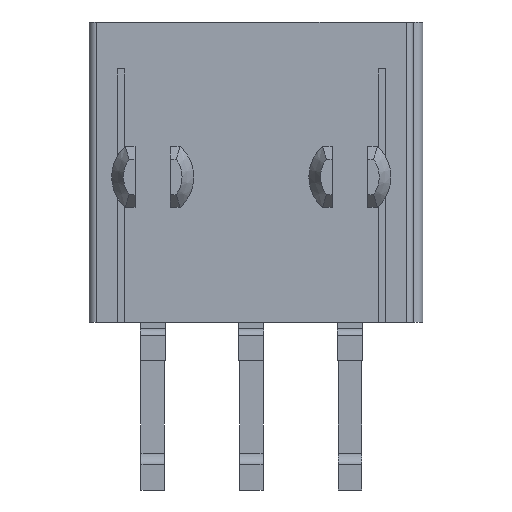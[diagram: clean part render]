
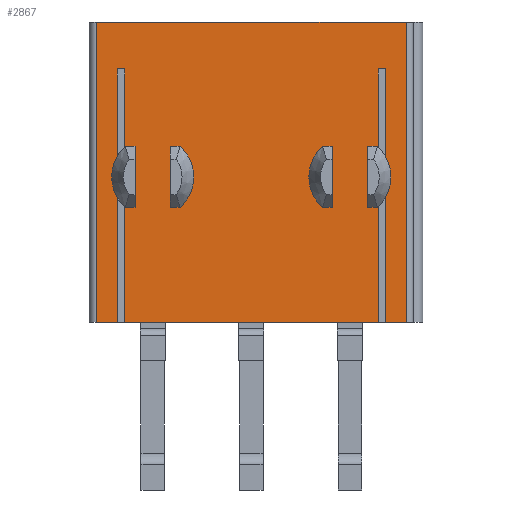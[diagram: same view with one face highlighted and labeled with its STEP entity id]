
A CAD part, front view. The second image highlights one B-rep face of the part: STEP entity #2867.
In plain terms, the highlighted planar face has unit normal (0, -1, 0).
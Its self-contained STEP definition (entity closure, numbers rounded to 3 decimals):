
#22=DIRECTION('',(-1.,0.,0.));
#23=VECTOR('',#22,13.2);
#24=CARTESIAN_POINT('',(6.6,0.4,0.));
#25=LINE('',#24,#23);
#209=DIRECTION('',(0.,0.,1.));
#210=VECTOR('',#209,12.8);
#211=CARTESIAN_POINT('',(-6.6,0.4,-12.8));
#212=LINE('',#211,#210);
#218=DIRECTION('',(0.,0.,-1.));
#219=VECTOR('',#218,2.598);
#220=CARTESIAN_POINT('',(3.45,0.4,-5.301));
#221=LINE('',#220,#219);
#222=DIRECTION('',(0.,0.,1.));
#223=VECTOR('',#222,2.598);
#224=CARTESIAN_POINT('',(-3.45,0.4,-7.899));
#225=LINE('',#224,#223);
#226=DIRECTION('',(-1.,0.,0.));
#227=VECTOR('',#226,0.3);
#228=CARTESIAN_POINT('',(5.7,0.4,-2.));
#229=LINE('',#228,#227);
#230=DIRECTION('',(0.,0.,1.));
#231=VECTOR('',#230,3.7);
#232=CARTESIAN_POINT('',(5.4,0.4,-5.7));
#233=LINE('',#232,#231);
#234=DIRECTION('',(0.,0.,1.));
#235=VECTOR('',#234,2.598);
#236=CARTESIAN_POINT('',(4.95,0.4,-7.899));
#237=LINE('',#236,#235);
#238=DIRECTION('',(0.,0.,1.));
#239=VECTOR('',#238,5.3);
#240=CARTESIAN_POINT('',(5.4,0.4,-12.8));
#241=LINE('',#240,#239);
#242=DIRECTION('',(0.,0.,1.));
#243=VECTOR('',#242,5.3);
#244=CARTESIAN_POINT('',(-5.4,0.4,-12.8));
#245=LINE('',#244,#243);
#246=DIRECTION('',(0.,0.,-1.));
#247=VECTOR('',#246,2.598);
#248=CARTESIAN_POINT('',(-4.95,0.4,-5.301));
#249=LINE('',#248,#247);
#250=DIRECTION('',(0.,0.,1.));
#251=VECTOR('',#250,3.7);
#252=CARTESIAN_POINT('',(-5.4,0.4,-5.7));
#253=LINE('',#252,#251);
#254=DIRECTION('',(-1.,0.,0.));
#255=VECTOR('',#254,0.3);
#256=CARTESIAN_POINT('',(-5.4,0.4,-2.));
#257=LINE('',#256,#255);
#258=DIRECTION('',(0.,0.,1.));
#259=VECTOR('',#258,10.8);
#260=CARTESIAN_POINT('',(-5.7,0.4,-12.8));
#261=LINE('',#260,#259);
#262=DIRECTION('',(0.,0.,1.));
#263=VECTOR('',#262,10.8);
#264=CARTESIAN_POINT('',(5.7,0.4,-12.8));
#265=LINE('',#264,#263);
#271=CARTESIAN_POINT('',(4.2,0.4,-6.6));
#272=DIRECTION('',(0.,1.,0.));
#273=DIRECTION('',(-0.5,0.,-0.866));
#274=AXIS2_PLACEMENT_3D('',#271,#272,#273);
#276=CARTESIAN_POINT('',(4.2,0.4,-6.6));
#277=DIRECTION('',(0.,1.,0.));
#278=DIRECTION('',(0.8,0.,-0.6));
#279=AXIS2_PLACEMENT_3D('',#276,#277,#278);
#286=CARTESIAN_POINT('',(4.2,0.4,-6.6));
#287=DIRECTION('',(0.,1.,0.));
#288=DIRECTION('',(0.5,0.,0.866));
#289=AXIS2_PLACEMENT_3D('',#286,#287,#288);
#591=CARTESIAN_POINT('',(-4.2,0.4,-6.6));
#592=DIRECTION('',(0.,1.,0.));
#593=DIRECTION('',(0.5,0.,0.866));
#594=AXIS2_PLACEMENT_3D('',#591,#592,#593);
#601=CARTESIAN_POINT('',(-4.2,0.4,-6.6));
#602=DIRECTION('',(0.,1.,0.));
#603=DIRECTION('',(-0.8,0.,0.6));
#604=AXIS2_PLACEMENT_3D('',#601,#602,#603);
#611=CARTESIAN_POINT('',(-4.2,0.4,-6.6));
#612=DIRECTION('',(0.,1.,0.));
#613=DIRECTION('',(-0.5,0.,-0.866));
#614=AXIS2_PLACEMENT_3D('',#611,#612,#613);
#644=DIRECTION('',(-1.,0.,0.));
#645=VECTOR('',#644,0.9);
#646=CARTESIAN_POINT('',(-5.7,0.4,-12.8));
#647=LINE('',#646,#645);
#652=DIRECTION('',(-1.,0.,0.));
#653=VECTOR('',#652,10.8);
#654=CARTESIAN_POINT('',(5.4,0.4,-12.8));
#655=LINE('',#654,#653);
#660=DIRECTION('',(-1.,0.,0.));
#661=VECTOR('',#660,0.9);
#662=CARTESIAN_POINT('',(6.6,0.4,-12.8));
#663=LINE('',#662,#661);
#877=DIRECTION('',(0.,0.,1.));
#878=VECTOR('',#877,12.8);
#879=CARTESIAN_POINT('',(6.6,0.4,-12.8));
#880=LINE('',#879,#878);
#2153=CARTESIAN_POINT('',(6.6,0.4,-12.8));
#2154=CARTESIAN_POINT('',(6.6,0.4,0.));
#2155=VERTEX_POINT('',#2153);
#2156=VERTEX_POINT('',#2154);
#2181=CARTESIAN_POINT('',(-6.6,0.4,0.));
#2182=VERTEX_POINT('',#2181);
#2183=CARTESIAN_POINT('',(-6.6,0.4,-12.8));
#2184=VERTEX_POINT('',#2183);
#2185=CARTESIAN_POINT('',(3.45,0.4,-5.301));
#2186=CARTESIAN_POINT('',(3.45,0.4,-7.899));
#2187=VERTEX_POINT('',#2185);
#2188=VERTEX_POINT('',#2186);
#2189=CARTESIAN_POINT('',(4.95,0.4,-7.899));
#2190=CARTESIAN_POINT('',(4.95,0.4,-5.301));
#2191=VERTEX_POINT('',#2189);
#2192=VERTEX_POINT('',#2190);
#2237=CARTESIAN_POINT('',(-4.95,0.4,-5.301));
#2238=CARTESIAN_POINT('',(-4.95,0.4,-7.899));
#2239=VERTEX_POINT('',#2237);
#2240=VERTEX_POINT('',#2238);
#2241=CARTESIAN_POINT('',(-3.45,0.4,-7.899));
#2242=CARTESIAN_POINT('',(-3.45,0.4,-5.301));
#2243=VERTEX_POINT('',#2241);
#2244=VERTEX_POINT('',#2242);
#2305=CARTESIAN_POINT('',(5.7,0.4,-2.));
#2306=CARTESIAN_POINT('',(5.4,0.4,-2.));
#2307=VERTEX_POINT('',#2305);
#2308=VERTEX_POINT('',#2306);
#2309=CARTESIAN_POINT('',(5.4,0.4,-12.8));
#2310=CARTESIAN_POINT('',(5.4,0.4,-7.5));
#2311=VERTEX_POINT('',#2309);
#2312=VERTEX_POINT('',#2310);
#2313=CARTESIAN_POINT('',(5.7,0.4,-12.8));
#2314=VERTEX_POINT('',#2313);
#2315=CARTESIAN_POINT('',(-5.7,0.4,-12.8));
#2316=CARTESIAN_POINT('',(-5.7,0.4,-2.));
#2317=VERTEX_POINT('',#2315);
#2318=VERTEX_POINT('',#2316);
#2319=CARTESIAN_POINT('',(-5.4,0.4,-12.8));
#2320=CARTESIAN_POINT('',(-5.4,0.4,-7.5));
#2321=VERTEX_POINT('',#2319);
#2322=VERTEX_POINT('',#2320);
#2323=CARTESIAN_POINT('',(-5.4,0.4,-2.));
#2324=VERTEX_POINT('',#2323);
#2325=CARTESIAN_POINT('',(5.4,0.4,-5.7));
#2326=VERTEX_POINT('',#2325);
#2327=CARTESIAN_POINT('',(-5.4,0.4,-5.7));
#2328=VERTEX_POINT('',#2327);
#2810=CARTESIAN_POINT('',(6.9,0.4,0.));
#2811=DIRECTION('',(0.,-1.,0.));
#2812=DIRECTION('',(-1.,0.,0.));
#2813=AXIS2_PLACEMENT_3D('',#2810,#2811,#2812);
#2814=PLANE('',#2813);
#2816=ORIENTED_EDGE('',*,*,#2815,.T.);
#2818=ORIENTED_EDGE('',*,*,#2817,.F.);
#2820=ORIENTED_EDGE('',*,*,#2819,.F.);
#2822=ORIENTED_EDGE('',*,*,#2821,.F.);
#2824=ORIENTED_EDGE('',*,*,#2823,.F.);
#2826=ORIENTED_EDGE('',*,*,#2825,.F.);
#2828=ORIENTED_EDGE('',*,*,#2827,.T.);
#2830=ORIENTED_EDGE('',*,*,#2829,.T.);
#2832=ORIENTED_EDGE('',*,*,#2831,.F.);
#2834=ORIENTED_EDGE('',*,*,#2833,.F.);
#2836=ORIENTED_EDGE('',*,*,#2835,.F.);
#2838=ORIENTED_EDGE('',*,*,#2837,.T.);
#2840=ORIENTED_EDGE('',*,*,#2839,.T.);
#2842=ORIENTED_EDGE('',*,*,#2841,.F.);
#2844=ORIENTED_EDGE('',*,*,#2843,.T.);
#2845=ORIENTED_EDGE('',*,*,#2803,.T.);
#2846=ORIENTED_EDGE('',*,*,#2632,.F.);
#2848=ORIENTED_EDGE('',*,*,#2847,.F.);
#2850=ORIENTED_EDGE('',*,*,#2849,.T.);
#2852=ORIENTED_EDGE('',*,*,#2851,.T.);
#2853=EDGE_LOOP('',(#2816,#2818,#2820,#2822,#2824,#2826,#2828,#2830,#2832,#2834,
#2836,#2838,#2840,#2842,#2844,#2845,#2846,#2848,#2850,#2852));
#2854=FACE_OUTER_BOUND('',#2853,.F.);
#2856=ORIENTED_EDGE('',*,*,#2855,.F.);
#2858=ORIENTED_EDGE('',*,*,#2857,.F.);
#2859=EDGE_LOOP('',(#2856,#2858));
#2860=FACE_BOUND('',#2859,.F.);
#2862=ORIENTED_EDGE('',*,*,#2861,.F.);
#2864=ORIENTED_EDGE('',*,*,#2863,.F.);
#2865=EDGE_LOOP('',(#2862,#2864));
#2866=FACE_BOUND('',#2865,.F.);
#2867=ADVANCED_FACE('',(#2854,#2860,#2866),#2814,.T.);
#275=CIRCLE('',#274,1.5);
#280=CIRCLE('',#279,1.5);
#290=CIRCLE('',#289,1.5);
#595=CIRCLE('',#594,1.5);
#605=CIRCLE('',#604,1.5);
#615=CIRCLE('',#614,1.5);
#2632=EDGE_CURVE('',#2156,#2182,#25,.T.);
#2803=EDGE_CURVE('',#2184,#2182,#212,.T.);
#2815=EDGE_CURVE('',#2307,#2308,#229,.T.);
#2817=EDGE_CURVE('',#2326,#2308,#233,.T.);
#2819=EDGE_CURVE('',#2192,#2326,#290,.T.);
#2821=EDGE_CURVE('',#2191,#2192,#237,.T.);
#2823=EDGE_CURVE('',#2312,#2191,#280,.T.);
#2825=EDGE_CURVE('',#2311,#2312,#241,.T.);
#2827=EDGE_CURVE('',#2311,#2321,#655,.T.);
#2829=EDGE_CURVE('',#2321,#2322,#245,.T.);
#2831=EDGE_CURVE('',#2240,#2322,#615,.T.);
#2833=EDGE_CURVE('',#2239,#2240,#249,.T.);
#2835=EDGE_CURVE('',#2328,#2239,#605,.T.);
#2837=EDGE_CURVE('',#2328,#2324,#253,.T.);
#2839=EDGE_CURVE('',#2324,#2318,#257,.T.);
#2841=EDGE_CURVE('',#2317,#2318,#261,.T.);
#2843=EDGE_CURVE('',#2317,#2184,#647,.T.);
#2847=EDGE_CURVE('',#2155,#2156,#880,.T.);
#2849=EDGE_CURVE('',#2155,#2314,#663,.T.);
#2851=EDGE_CURVE('',#2314,#2307,#265,.T.);
#2855=EDGE_CURVE('',#2188,#2187,#275,.T.);
#2857=EDGE_CURVE('',#2187,#2188,#221,.T.);
#2861=EDGE_CURVE('',#2244,#2243,#595,.T.);
#2863=EDGE_CURVE('',#2243,#2244,#225,.T.);
